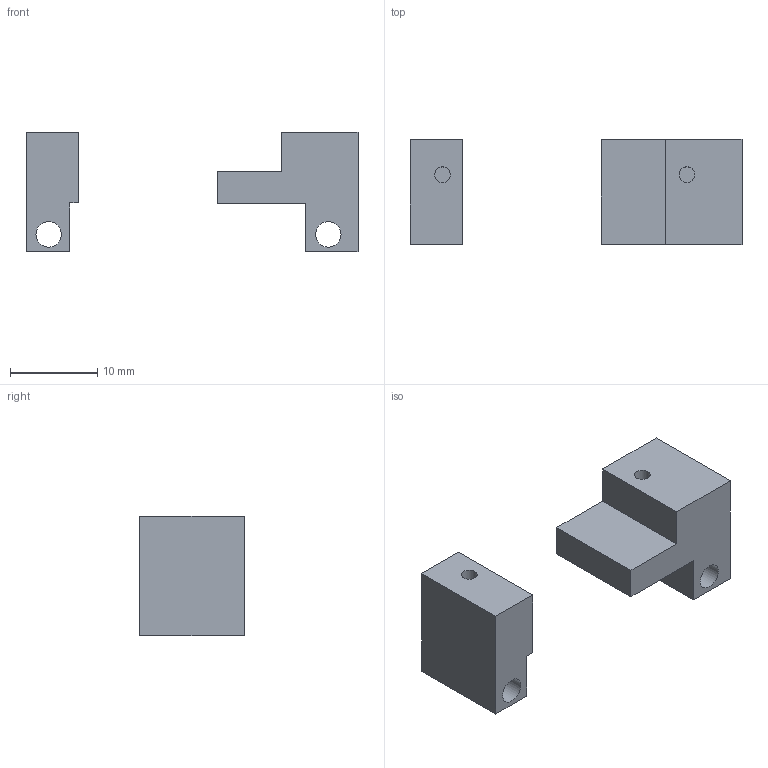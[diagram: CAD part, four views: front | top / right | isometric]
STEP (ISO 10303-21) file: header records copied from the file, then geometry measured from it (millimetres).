
FILE_DESCRIPTION(('FreeCAD Model'),'2;1');
FILE_NAME( 'screw_fasters.step', '2015-03-25T09:34:27',('Author'),(''), 'Open CASCADE STEP processor 6.7','FreeCAD','Unknown');
FILE_SCHEMA(('AUTOMOTIVE_DESIGN_CC2 { 1 2 10303 214 -1 1 5 4 }'));
Length unit declared in the file: millimetre
Products named in the file (1): screw_fasters
Bounding box: 38 x 12 x 13.7 mm (x, y, z)
Volume: 2306.6 mm3; surface area: 1870.4 mm2
Topology: 2 solids, 2 shells, 24 faces, 54 edges, 36 vertices
Faces by surface type: plane 20, cylinder 4
Full cylindrical faces by diameter (mm): 1.8 x2, 2.92 x2
Entity records: 1422 total; most frequent: CARTESIAN_POINT 259, DIRECTION 214, LINE 146, VECTOR 146, ORIENTED_EDGE 108, PCURVE 108, DEFINITIONAL_REPRESENTATION 108, EDGE_CURVE 54
